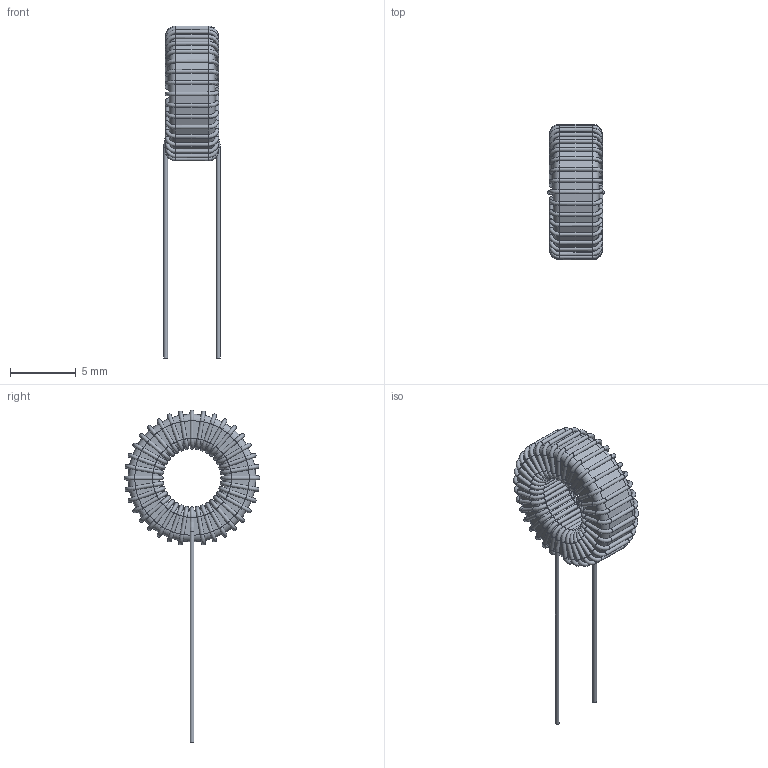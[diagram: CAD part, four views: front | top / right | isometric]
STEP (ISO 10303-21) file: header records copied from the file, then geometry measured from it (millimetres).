
FILE_DESCRIPTION(('STEP AP214'),'1');
FILE_NAME('L_Wurth_WE-FI_7447042.step','2025-04-03T06:14:38',(' '),('ANSOFT Corporation'),'Spatial InterOp 3D',' ',' ');
FILE_SCHEMA(('AUTOMOTIVE_DESIGN { 1 0 10303 214 1 1 1 1 }'));
Length unit declared in the file: millimetre
Products named in the file (1): core
Bounding box: 4.3 x 10.35 x 25.27 mm (x, y, z)
Volume: 215.5 mm3; surface area: 675.8 mm2
Topology: 2 solids, 2 shells, 297 faces, 640 edges, 347 vertices
Faces by surface type: cylinder 145, torus 75, bspline 73, plane 4
Full cylindrical faces by diameter (mm): 0.3 x143, 5.01 x1, 9.73 x1
Entity records: 13601 total; most frequent: CARTESIAN_POINT 6790, DIRECTION 760, EDGE_LOOP 592, ORIENTED_EDGE 592, FACE_OUTER_BOUND 590, AXIS2_PLACEMENT_3D 380, STYLED_ITEM 299, PRESENTATION_STYLE_ASSIGNMENT 299
